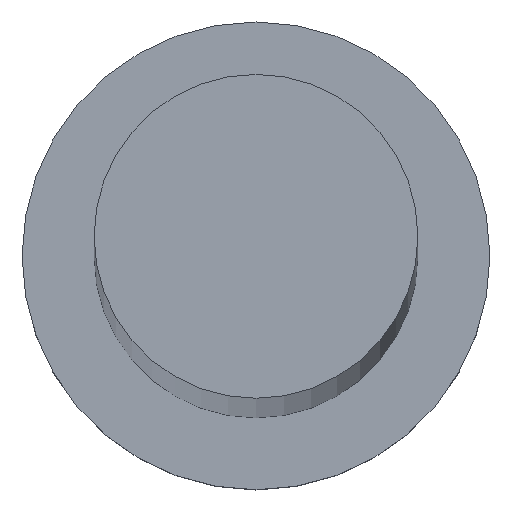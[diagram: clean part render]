
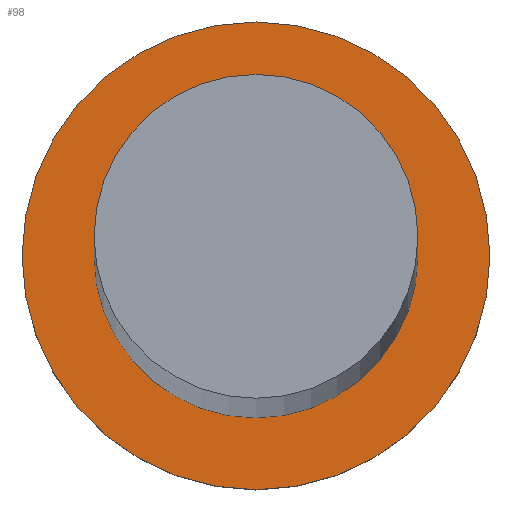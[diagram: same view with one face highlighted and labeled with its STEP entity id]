
A CAD part, top view. The second image highlights one B-rep face of the part: STEP entity #98.
In plain terms, the highlighted planar face has unit normal (0, 0, 1).
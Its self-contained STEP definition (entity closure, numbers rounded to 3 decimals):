
#11 = EDGE_LOOP ( 'NONE', ( #221, #97 ) ) ;
#16 = DIRECTION ( 'NONE',  ( 0., 0., 1. ) ) ;
#18 = DIRECTION ( 'NONE',  ( 0., 0., 1. ) ) ;
#24 = CARTESIAN_POINT ( 'NONE',  ( -13., 0., 7. ) ) ;
#32 = VERTEX_POINT ( 'NONE', #24 ) ;
#47 = DIRECTION ( 'NONE',  ( 1., 0., 0. ) ) ;
#48 = EDGE_CURVE ( 'NONE', #195, #32, #169, .T. ) ;
#50 = AXIS2_PLACEMENT_3D ( 'NONE', #224, #71, #132 ) ;
#59 = FACE_OUTER_BOUND ( 'NONE', #11, .T. ) ;
#70 = AXIS2_PLACEMENT_3D ( 'NONE', #201, #18, #106 ) ;
#71 = DIRECTION ( 'NONE',  ( 0., 0., 1. ) ) ;
#73 = CIRCLE ( 'NONE', #50, 9. ) ;
#75 = ORIENTED_EDGE ( 'NONE', *, *, #111, .F. ) ;
#85 = DIRECTION ( 'NONE',  ( 1., 0., 0. ) ) ;
#88 = CARTESIAN_POINT ( 'NONE',  ( 0., 0., 7. ) ) ;
#95 = CARTESIAN_POINT ( 'NONE',  ( 9., 0., 7. ) ) ;
#97 = ORIENTED_EDGE ( 'NONE', *, *, #48, .T. ) ;
#98 = ADVANCED_FACE ( 'NONE', ( #163, #59 ), #142, .T. ) ;
#106 = DIRECTION ( 'NONE',  ( 1., 0., 0. ) ) ;
#108 = CARTESIAN_POINT ( 'NONE',  ( -9., 0., 7. ) ) ;
#111 = EDGE_CURVE ( 'NONE', #117, #228, #112, .T. ) ;
#112 = CIRCLE ( 'NONE', #133, 9. ) ;
#115 = DIRECTION ( 'NONE',  ( 0., 0., 1. ) ) ;
#117 = VERTEX_POINT ( 'NONE', #108 ) ;
#132 = DIRECTION ( 'NONE',  ( 1., 0., 0. ) ) ;
#133 = AXIS2_PLACEMENT_3D ( 'NONE', #255, #235, #144 ) ;
#138 = EDGE_LOOP ( 'NONE', ( #75, #246 ) ) ;
#142 = PLANE ( 'NONE',  #70 ) ;
#144 = DIRECTION ( 'NONE',  ( 1., 0., 0. ) ) ;
#153 = CARTESIAN_POINT ( 'NONE',  ( 0., 0., 7. ) ) ;
#161 = AXIS2_PLACEMENT_3D ( 'NONE', #88, #16, #85 ) ;
#163 = FACE_BOUND ( 'NONE', #138, .T. ) ;
#169 = CIRCLE ( 'NONE', #161, 13. ) ;
#174 = CARTESIAN_POINT ( 'NONE',  ( 13., 0., 7. ) ) ;
#188 = CIRCLE ( 'NONE', #202, 13. ) ;
#195 = VERTEX_POINT ( 'NONE', #174 ) ;
#201 = CARTESIAN_POINT ( 'NONE',  ( 0., 0., 7. ) ) ;
#202 = AXIS2_PLACEMENT_3D ( 'NONE', #153, #115, #47 ) ;
#221 = ORIENTED_EDGE ( 'NONE', *, *, #249, .T. ) ;
#224 = CARTESIAN_POINT ( 'NONE',  ( 0., 0., 7. ) ) ;
#228 = VERTEX_POINT ( 'NONE', #95 ) ;
#235 = DIRECTION ( 'NONE',  ( 0., 0., 1. ) ) ;
#243 = EDGE_CURVE ( 'NONE', #228, #117, #73, .T. ) ;
#246 = ORIENTED_EDGE ( 'NONE', *, *, #243, .F. ) ;
#249 = EDGE_CURVE ( 'NONE', #32, #195, #188, .T. ) ;
#255 = CARTESIAN_POINT ( 'NONE',  ( 0., 0., 7. ) ) ;
